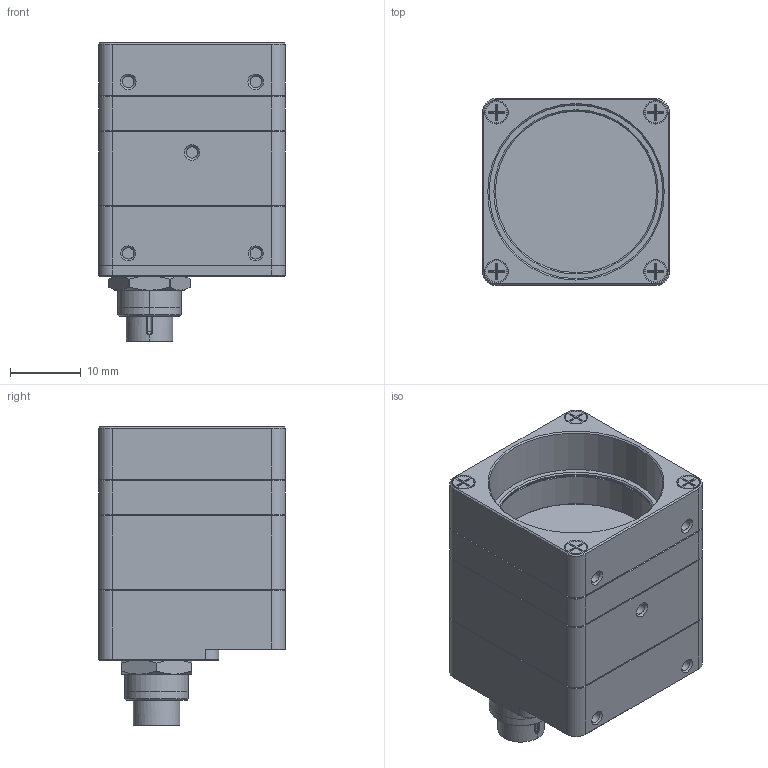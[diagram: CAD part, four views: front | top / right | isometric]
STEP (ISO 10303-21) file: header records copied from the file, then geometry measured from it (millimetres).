
FILE_DESCRIPTION(/* description */ (''),/* implementation_level */ '2;1');
FILE_NAME(/* name */ 'MC161xG-SY-UB.stp',/* time_stamp */ '2020-11-25T10:45:17+01:00',/* author */ (''),/* organization */ (''),/* preprocessor_version */ 'ST-DEVELOPER v16.7',/* originating_system */ 'SIEMENS PLM Software NX 1907',/* authorisation */ '');
FILE_SCHEMA (('AUTOMOTIVE_DESIGN { 1 0 10303 214 3 1 1 1 }'));
Products named in the file (20): MECH-LIGHTPIPE-1.63X4.14; MT160xG-PR-SENSOR-PCA-LW; MECH-CB262-ANTIDUST-GSKT; MECH-O-RING-22X1-VI370; FLT-BK7-AR2X-D25; SROB-M1.6x3-SLOT-STNLS; MECH-MT-MID-245; MECH-MQ-CS-C; MECH-MQ-FRONT; MECH-EMI-GSKT-4X6-T1; MECH-EMI-GSKT-1.3X2.3X11; MECH-MC-THERM-PAD-15X15X1; MC-MAIN-UB-PCA-LW; MC-CONN-PCA-LW; CONN-09-0481-22-08; SROB-M2x14-CUST; SUBASSM-MT160xG-FRONT-LW; MECH-MC-REAR-UB-LP_MODEL; MC-REAR-UB-SUBASSM-LW; ASSM-MC-XXXxG-SY-XX-LW
Assembly tree (30 placements, depth 4):
  ASSM-MC-XXXxG-SY-XX-LW
    MC-REAR-UB-SUBASSM-LW
      MECH-MC-REAR-UB-LP_MODEL
        MECH-LIGHTPIPE-1.63X4.14  x4
      CONN-09-0481-22-08
      MC-CONN-PCA-LW
      MC-MAIN-UB-PCA-LW
      MECH-MC-THERM-PAD-15X15X1
      MECH-EMI-GSKT-1.3X2.3X11
      MECH-EMI-GSKT-4X6-T1
    SUBASSM-MT160xG-FRONT-LW
      MECH-MQ-FRONT
      MECH-MQ-CS-C
      SROB-M2x14-CUST  x4
      MECH-MT-MID-245
      SROB-M1.6x3-SLOT-STNLS  x2
      FLT-BK7-AR2X-D25
      MECH-O-RING-22X1-VI370
      MECH-CB262-ANTIDUST-GSKT
      MT160xG-PR-SENSOR-PCA-LW
    SROB-M2x14-CUST  x4
Bounding box: 26.4 x 26.4 x 42.14 mm (x, y, z)
Volume: 11685 mm3; surface area: 20302.2 mm2
Topology: 40 solids, 40 shells, 7054 faces, 19201 edges, 12559 vertices
Faces by surface type: plane 4925, cylinder 1781, cone 294, torus 34, sphere 11, bspline 8, extrusion 1
Full cylindrical faces by diameter (mm): 0.7 x3, 0.8 x9, 1 x4, 1.6 x22, 1.7 x2, 1.9 x8, 2 x12, 2.1 x4, 3 x10, 3.2 x4, 3.35 x4, 9 x1, 9.1 x1, 21 x1, 21.6 x1, 22.8 x2, 24.4 x1, 24.541 x1, 25 x1, 25.1 x1
Entity records: 219100 total; most frequent: CARTESIAN_POINT 38186, ORIENTED_EDGE 36692, DIRECTION 35649, EDGE_CURVE 18346, VECTOR 14273, LINE 14272, VERTEX_POINT 12098, AXIS2_PLACEMENT_3D 10688
